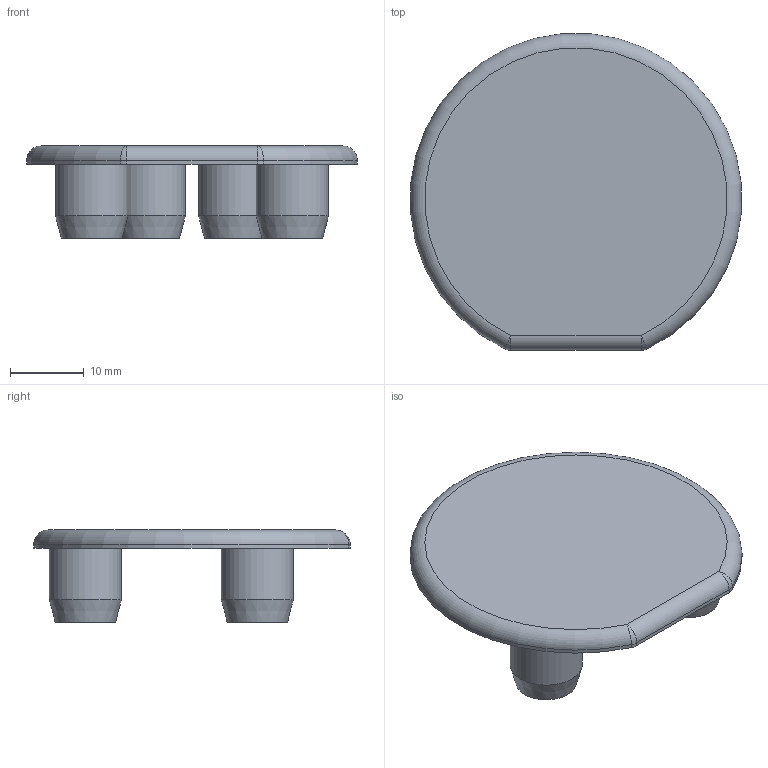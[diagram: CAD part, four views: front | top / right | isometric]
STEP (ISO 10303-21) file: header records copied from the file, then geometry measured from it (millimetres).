
FILE_DESCRIPTION(/* description */ (''),/* implementation_level */ '2;1');
FILE_NAME(/* name */ '224345.stp',/* time_stamp */ '2022-10-05T08:33:46+02:00',/* author */ ('aluteckkpl_am'),/* organization */ (''),/* preprocessor_version */ 'ST-DEVELOPER v18.1',/* originating_system */ 'Autodesk Inventor 2021',/* authorisation */ '');
FILE_SCHEMA (('CONFIG_CONTROL_DESIGN'));
Length unit declared in the file: millimetre
Products named in the file (2): 224345-ZP; 224345
Assembly tree (1 placements, depth 2):
  224345-ZP
    224345
Bounding box: 44.85 x 42.91 x 12.5 mm (x, y, z)
Volume: 4760.6 mm3; surface area: 5462.7 mm2
Topology: 1 solids, 1 shells, 30 faces, 52 edges, 30 vertices
Faces by surface type: cylinder 12, plane 11, cone 4, sphere 2, torus 1
Full cylindrical faces by diameter (mm): 7.8 x4, 9.8 x4
Entity records: 772 total; most frequent: DIRECTION 147, CARTESIAN_POINT 113, ORIENTED_EDGE 100, AXIS2_PLACEMENT_3D 64, EDGE_CURVE 50, EDGE_LOOP 38, CIRCLE 31, FACE_OUTER_BOUND 30
